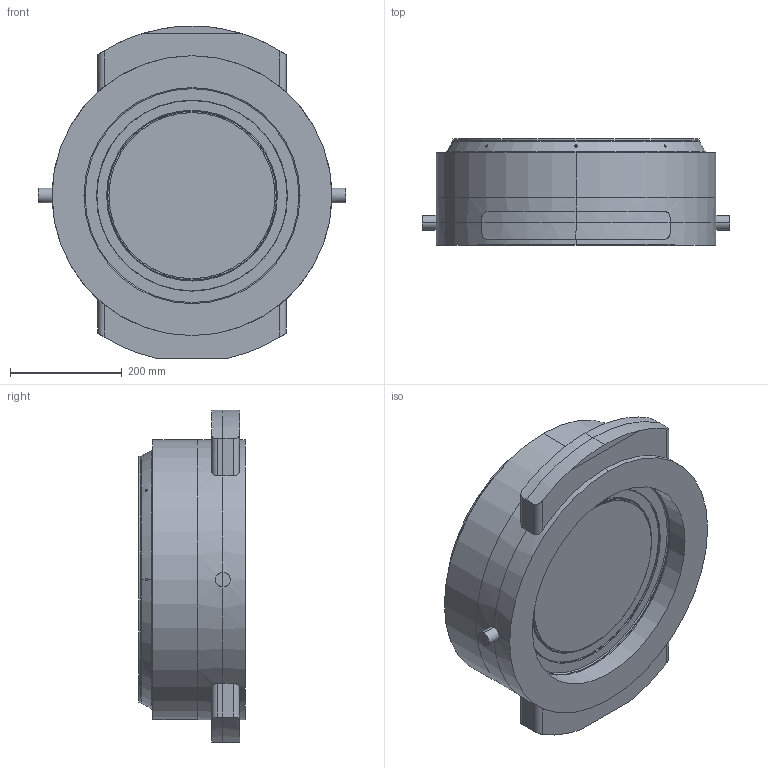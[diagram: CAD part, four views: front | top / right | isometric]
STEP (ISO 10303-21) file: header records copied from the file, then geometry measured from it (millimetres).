
FILE_DESCRIPTION(/* description */ ('STEP AP203'),/* implementation_level */ '2;1');
FILE_NAME(/* name */ 'GeomSTEP1',/* time_stamp */ '2023-11-07T17:43:13+03:00',/* author */ (' '),/* organization */ (' '),/* preprocessor_version */ 'ST-DEVELOPER v19.3',/* originating_system */ ' ',/* authorisation */ ' ');
FILE_SCHEMA (('CONFIG_CONTROL_DESIGN'));
Length unit declared in the file: millimetre
Products named in the file (1): id2
Bounding box: 550 x 190 x 593 mm (x, y, z)
Volume: 33269262.6 mm3; surface area: 957784.1 mm2
Topology: 1 solids, 2 shells, 140 faces, 325 edges, 200 vertices
Faces by surface type: cylinder 72, plane 42, torus 16, cone 10
Entity records: 4596 total; most frequent: CARTESIAN_POINT 1382, DIRECTION 697, ORIENTED_EDGE 646, EDGE_CURVE 323, AXIS2_PLACEMENT_3D 285, VERTEX_POINT 200, EDGE_LOOP 153, FACE_BOUND 153
